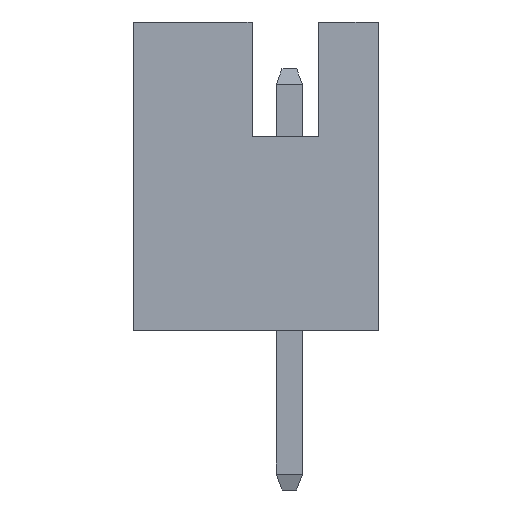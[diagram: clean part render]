
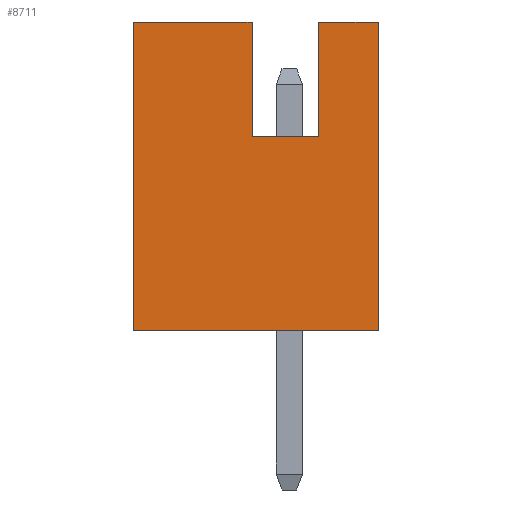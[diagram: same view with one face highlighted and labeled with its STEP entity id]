
A CAD part, left-side view. The second image highlights one B-rep face of the part: STEP entity #8711.
In plain terms, the highlighted planar face has unit normal (-1, 0, 0).
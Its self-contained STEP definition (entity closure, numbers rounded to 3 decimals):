
#603=ORIENTED_EDGE('',*,*,#2347,.T.);
#604=ORIENTED_EDGE('',*,*,#2348,.T.);
#605=ORIENTED_EDGE('',*,*,#2349,.T.);
#606=ORIENTED_EDGE('',*,*,#2284,.T.);
#607=ORIENTED_EDGE('',*,*,#2229,.F.);
#608=ORIENTED_EDGE('',*,*,#2176,.F.);
#609=ORIENTED_EDGE('',*,*,#2160,.T.);
#610=ORIENTED_EDGE('',*,*,#2350,.T.);
#2160=EDGE_CURVE('',#3062,#3061,#3636,.T.);
#2176=EDGE_CURVE('',#3062,#3074,#3652,.T.);
#2229=EDGE_CURVE('',#3074,#3123,#3705,.T.);
#2284=EDGE_CURVE('',#3148,#3123,#3760,.T.);
#2347=EDGE_CURVE('',#3211,#3212,#3823,.T.);
#2348=EDGE_CURVE('',#3212,#3213,#3824,.T.);
#2349=EDGE_CURVE('',#3213,#3148,#3825,.T.);
#2350=EDGE_CURVE('',#3061,#3211,#3826,.T.);
#3061=VERTEX_POINT('',#10760);
#3062=VERTEX_POINT('',#10762);
#3074=VERTEX_POINT('',#10793);
#3123=VERTEX_POINT('',#10899);
#3148=VERTEX_POINT('',#10959);
#3211=VERTEX_POINT('',#11128);
#3212=VERTEX_POINT('',#11129);
#3213=VERTEX_POINT('',#11131);
#3636=LINE('',#10761,#4274);
#3652=LINE('',#10792,#4290);
#3705=LINE('',#10898,#4343);
#3760=LINE('',#11006,#4398);
#3823=LINE('',#11127,#4461);
#3824=LINE('',#11130,#4462);
#3825=LINE('',#11132,#4463);
#3826=LINE('',#11133,#4464);
#4274=VECTOR('',#9438,1000.);
#4290=VECTOR('',#9460,1000.);
#4343=VECTOR('',#9521,1000.);
#4398=VECTOR('',#9586,1000.);
#4461=VECTOR('',#9685,1000.);
#4462=VECTOR('',#9686,1000.);
#4463=VECTOR('',#9687,1000.);
#4464=VECTOR('',#9688,1000.);
#4933=EDGE_LOOP('',(#603,#604,#605,#606,#607,#608,#609,#610));
#5333=FACE_BOUND('',#4933,.T.);
#5733=PLANE('',#9113);
#8711=ADVANCED_FACE('',(#5333),#5733,.T.);
#9113=AXIS2_PLACEMENT_3D('',#11126,#9683,#9684);
#9438=DIRECTION('',(0.,1.,0.));
#9460=DIRECTION('',(0.,0.,-1.));
#9521=DIRECTION('',(0.,1.,0.));
#9586=DIRECTION('',(0.,0.,-1.));
#9683=DIRECTION('',(-1.,0.,0.));
#9684=DIRECTION('',(0.,0.,1.));
#9685=DIRECTION('',(0.,1.,0.));
#9686=DIRECTION('',(0.,0.,1.));
#9687=DIRECTION('',(0.,1.,0.));
#9688=DIRECTION('',(0.,0.,-1.));
#10760=CARTESIAN_POINT('',(-7.93,-0.557,5.893));
#10761=CARTESIAN_POINT('',(-7.93,-1.7,5.893));
#10762=CARTESIAN_POINT('',(-7.93,-1.7,5.893));
#10792=CARTESIAN_POINT('',(-7.93,-1.7,1.88));
#10793=CARTESIAN_POINT('',(-7.93,-1.7,0.));
#10898=CARTESIAN_POINT('',(-7.93,-1.7,0.));
#10899=CARTESIAN_POINT('',(-7.93,2.974,0.));
#10959=CARTESIAN_POINT('',(-7.93,2.974,5.893));
#11006=CARTESIAN_POINT('',(-7.93,2.974,1.88));
#11126=CARTESIAN_POINT('',(-7.93,-1.7,1.88));
#11127=CARTESIAN_POINT('',(-7.93,-0.557,3.708));
#11128=CARTESIAN_POINT('',(-7.93,-0.557,3.708));
#11129=CARTESIAN_POINT('',(-7.93,0.713,3.708));
#11130=CARTESIAN_POINT('',(-7.93,0.713,3.708));
#11131=CARTESIAN_POINT('',(-7.93,0.713,5.893));
#11132=CARTESIAN_POINT('',(-7.93,-1.7,5.893));
#11133=CARTESIAN_POINT('',(-7.93,-0.557,5.893));
